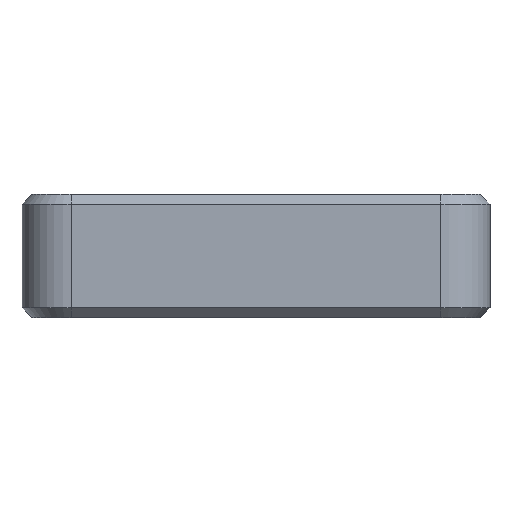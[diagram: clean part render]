
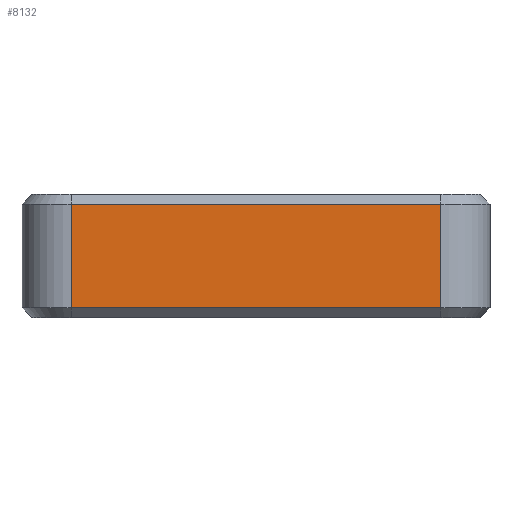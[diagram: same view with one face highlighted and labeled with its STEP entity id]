
A CAD part, front view. The second image highlights one B-rep face of the part: STEP entity #8132.
In plain terms, the highlighted planar face has unit normal (0, -1, 0).
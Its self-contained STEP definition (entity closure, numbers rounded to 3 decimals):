
#533=LINE('',#17019,#1155);
#534=LINE('',#17022,#1156);
#535=LINE('',#17024,#1157);
#536=LINE('',#17026,#1158);
#1155=VECTOR('',#9951,1000.);
#1156=VECTOR('',#9952,1000.);
#1157=VECTOR('',#9953,1000.);
#1158=VECTOR('',#9954,1000.);
#3001=ORIENTED_EDGE('',*,*,#4573,.T.);
#3002=ORIENTED_EDGE('',*,*,#4574,.T.);
#3003=ORIENTED_EDGE('',*,*,#4575,.T.);
#3004=ORIENTED_EDGE('',*,*,#4576,.T.);
#4573=EDGE_CURVE('',#5501,#5502,#533,.T.);
#4574=EDGE_CURVE('',#5502,#5503,#534,.T.);
#4575=EDGE_CURVE('',#5503,#5504,#535,.T.);
#4576=EDGE_CURVE('',#5504,#5501,#536,.F.);
#5501=VERTEX_POINT('',#17020);
#5502=VERTEX_POINT('',#17021);
#5503=VERTEX_POINT('',#17023);
#5504=VERTEX_POINT('',#17025);
#6532=EDGE_LOOP('',(#3001,#3002,#3003,#3004));
#7217=FACE_BOUND('',#6532,.T.);
#7662=PLANE('',#8686);
#8132=ADVANCED_FACE('',(#7217),#7662,.T.);
#8686=AXIS2_PLACEMENT_3D('',#17018,#9949,#9950);
#9949=DIRECTION('',(0.,-1.,0.));
#9950=DIRECTION('',(0.,0.,-1.));
#9951=DIRECTION('',(0.,0.,-1.));
#9952=DIRECTION('',(1.,0.,0.));
#9953=DIRECTION('',(0.,0.,1.));
#9954=DIRECTION('',(1.,0.,0.));
#17018=CARTESIAN_POINT('',(0.,31.403,0.));
#17019=CARTESIAN_POINT('',(15.,31.403,0.));
#17020=CARTESIAN_POINT('',(15.,31.403,23.));
#17021=CARTESIAN_POINT('',(15.,31.403,2.));
#17022=CARTESIAN_POINT('',(0.,31.403,2.));
#17023=CARTESIAN_POINT('',(90.,31.403,2.));
#17024=CARTESIAN_POINT('',(90.,31.403,25.));
#17025=CARTESIAN_POINT('',(90.,31.403,23.));
#17026=CARTESIAN_POINT('',(0.,31.403,23.));
